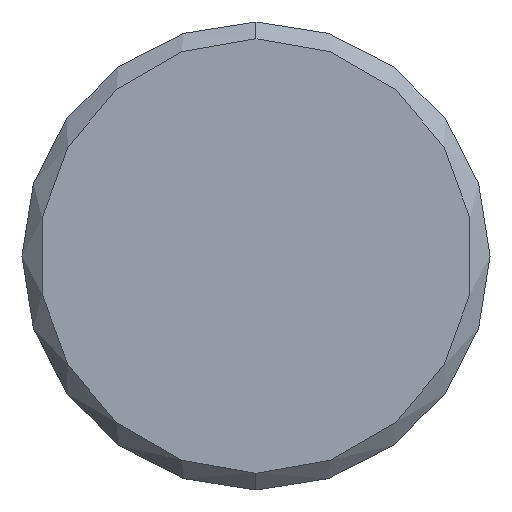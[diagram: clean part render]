
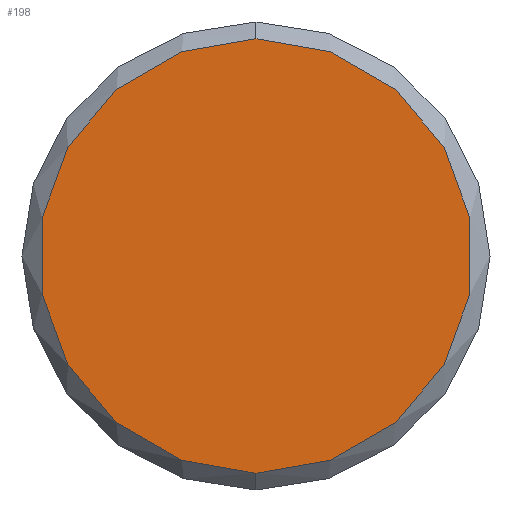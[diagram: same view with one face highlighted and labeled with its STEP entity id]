
A CAD part, left-side view. The second image highlights one B-rep face of the part: STEP entity #198.
In plain terms, the highlighted planar face has unit normal (-1, 0, 0).
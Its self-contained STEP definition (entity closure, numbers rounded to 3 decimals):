
#24 = AXIS2_PLACEMENT_3D ( 'NONE', #58, #65, #66 ) ;
#29 = AXIS2_PLACEMENT_3D ( 'NONE', #249, #245, #247 ) ;
#34 = EDGE_CURVE ( 'NONE', #195, #248, #186, .T. ) ;
#39 = EDGE_CURVE ( 'NONE', #248, #195, #150, .T. ) ;
#45 = AXIS2_PLACEMENT_3D ( 'NONE', #229, #243, #252 ) ;
#53 = CARTESIAN_POINT ( 'NONE',  ( -3000., 0., 6.5 ) ) ;
#58 = CARTESIAN_POINT ( 'NONE',  ( -3000., 0., 0. ) ) ;
#59 = PLANE ( 'NONE',  #24 ) ;
#65 = DIRECTION ( 'NONE',  ( 1., 0., 0. ) ) ;
#66 = DIRECTION ( 'NONE',  ( 0., 0., -1. ) ) ;
#109 = FACE_OUTER_BOUND ( 'NONE', #145, .T. ) ;
#140 = ORIENTED_EDGE ( 'NONE', *, *, #34, .T. ) ;
#145 = EDGE_LOOP ( 'NONE', ( #149, #140 ) ) ;
#149 = ORIENTED_EDGE ( 'NONE', *, *, #39, .T. ) ;
#150 = CIRCLE ( 'NONE', #29, 6.5 ) ;
#186 = CIRCLE ( 'NONE', #45, 6.5 ) ;
#188 = CARTESIAN_POINT ( 'NONE',  ( -3000., 0., -6.5 ) ) ;
#195 = VERTEX_POINT ( 'NONE', #53 ) ;
#198 = ADVANCED_FACE ( 'NONE', ( #109 ), #59, .F. ) ;
#229 = CARTESIAN_POINT ( 'NONE',  ( -3000., 0., 0. ) ) ;
#243 = DIRECTION ( 'NONE',  ( -1., 0., 0. ) ) ;
#245 = DIRECTION ( 'NONE',  ( -1., 0., 0. ) ) ;
#247 = DIRECTION ( 'NONE',  ( 0., 0., -1. ) ) ;
#248 = VERTEX_POINT ( 'NONE', #188 ) ;
#249 = CARTESIAN_POINT ( 'NONE',  ( -3000., 0., 0. ) ) ;
#252 = DIRECTION ( 'NONE',  ( 0., 0., -1. ) ) ;
